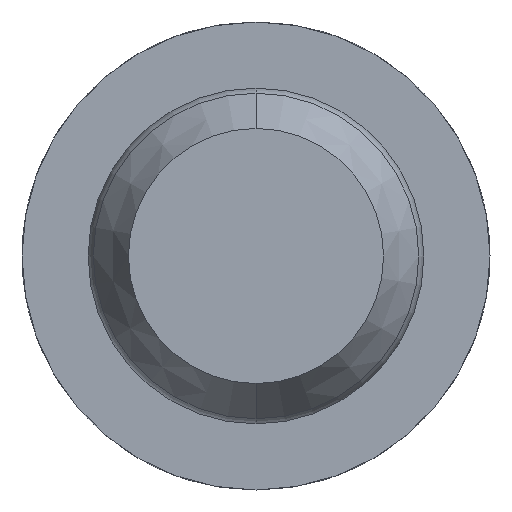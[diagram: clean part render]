
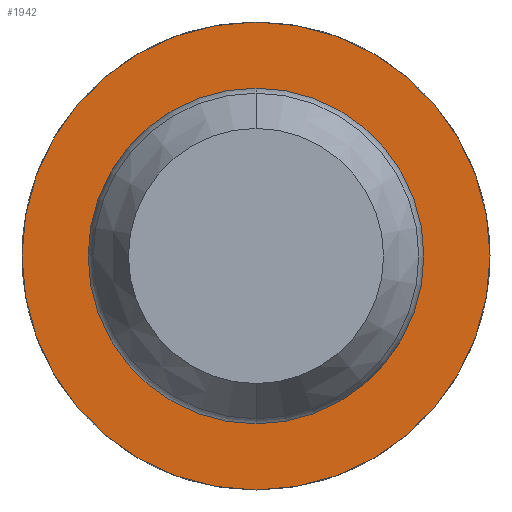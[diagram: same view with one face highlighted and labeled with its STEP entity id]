
A CAD part, front view. The second image highlights one B-rep face of the part: STEP entity #1942.
In plain terms, the highlighted planar face has unit normal (0, -1, 0).
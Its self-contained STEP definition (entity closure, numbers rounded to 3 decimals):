
#240 = ORIENTED_EDGE ( 'NONE', *, *, #439, .F. ) ;
#305 = CARTESIAN_POINT ( 'NONE',  ( 0., -10.5, -0.825 ) ) ;
#311 = EDGE_CURVE ( 'Defeature ausgef�hrt3_4+Defeature ausgef�hrt3_5+Defeature ausgef�hrt3_5+Defeature ausgef�hrt3_5', #4150, #3661, #440, .T. ) ;
#380 = CARTESIAN_POINT ( 'NONE',  ( 0., -10.5, -1.15 ) ) ;
#430 = DIRECTION ( 'NONE',  ( 0., 0., 1. ) ) ;
#439 = EDGE_CURVE ( 'Defeature ausgef�hrt3_3+Defeature ausgef�hrt3_4+Defeature ausgef�hrt3_4+Defeature ausgef�hrt3_4', #4122, #4294, #4085, .T. ) ;
#440 = CIRCLE ( 'NONE', #4614, 0.825 ) ;
#580 = EDGE_CURVE ( 'Defeature ausgef�hrt3_3+Defeature ausgef�hrt3_4+Defeature ausgef�hrt3_4+Defeature ausgef�hrt3_4', #4294, #4122, #607, .T. ) ;
#607 = CIRCLE ( 'NONE', #3050, 1.15 ) ;
#662 = EDGE_LOOP ( 'NONE', ( #2136, #2223 ) ) ;
#678 = EDGE_LOOP ( 'NONE', ( #2247, #240 ) ) ;
#826 = CARTESIAN_POINT ( 'NONE',  ( 1.15, -10.5, 0. ) ) ;
#1571 = DIRECTION ( 'NONE',  ( 0., 1., 0. ) ) ;
#1825 = DIRECTION ( 'NONE',  ( 0., 1., 0. ) ) ;
#1942 = ADVANCED_FACE ( 'Defeature ausgef�hrt3_4', ( #3984, #4627 ), #3319, .F. ) ;
#2136 = ORIENTED_EDGE ( 'NONE', *, *, #311, .T. ) ;
#2159 = DIRECTION ( 'NONE',  ( 0., 0., 1. ) ) ;
#2223 = ORIENTED_EDGE ( 'NONE', *, *, #2274, .T. ) ;
#2247 = ORIENTED_EDGE ( 'NONE', *, *, #580, .F. ) ;
#2274 = EDGE_CURVE ( 'Defeature ausgef�hrt3_4+Defeature ausgef�hrt3_5+Defeature ausgef�hrt3_5+Defeature ausgef�hrt3_5', #3661, #4150, #4266, .T. ) ;
#2319 = DIRECTION ( 'NONE',  ( 0., 0., 1. ) ) ;
#2327 = DIRECTION ( 'NONE',  ( 0., 1., 0. ) ) ;
#2462 = AXIS2_PLACEMENT_3D ( 'NONE', #826, #4457, #2319 ) ;
#2697 = CARTESIAN_POINT ( 'NONE',  ( 0., -10.5, 0. ) ) ;
#2842 = DIRECTION ( 'NONE',  ( 0., 0., 1. ) ) ;
#2996 = CARTESIAN_POINT ( 'NONE',  ( 0., -10.5, 0. ) ) ;
#3050 = AXIS2_PLACEMENT_3D ( 'NONE', #2697, #2327, #2842 ) ;
#3053 = DIRECTION ( 'NONE',  ( 0., 0., 1. ) ) ;
#3131 = CARTESIAN_POINT ( 'NONE',  ( 0., -10.5, 1.15 ) ) ;
#3319 = PLANE ( 'NONE',  #2462 ) ;
#3404 = DIRECTION ( 'NONE',  ( 0., 1., 0. ) ) ;
#3406 = CARTESIAN_POINT ( 'NONE',  ( 0., -10.5, 0. ) ) ;
#3661 = VERTEX_POINT ( 'NONE', #305 ) ;
#3984 = FACE_OUTER_BOUND ( 'NONE', #678, .T. ) ;
#3996 = CARTESIAN_POINT ( 'NONE',  ( 0., -10.5, 0.825 ) ) ;
#4002 = CARTESIAN_POINT ( 'NONE',  ( 0., -10.5, 0. ) ) ;
#4085 = CIRCLE ( 'NONE', #4348, 1.15 ) ;
#4122 = VERTEX_POINT ( 'NONE', #380 ) ;
#4150 = VERTEX_POINT ( 'NONE', #3996 ) ;
#4266 = CIRCLE ( 'NONE', #4678, 0.825 ) ;
#4294 = VERTEX_POINT ( 'NONE', #3131 ) ;
#4348 = AXIS2_PLACEMENT_3D ( 'NONE', #4002, #1825, #2159 ) ;
#4457 = DIRECTION ( 'NONE',  ( 0., 1., 0. ) ) ;
#4614 = AXIS2_PLACEMENT_3D ( 'NONE', #3406, #1571, #3053 ) ;
#4627 = FACE_BOUND ( 'NONE', #662, .T. ) ;
#4678 = AXIS2_PLACEMENT_3D ( 'NONE', #2996, #3404, #430 ) ;
